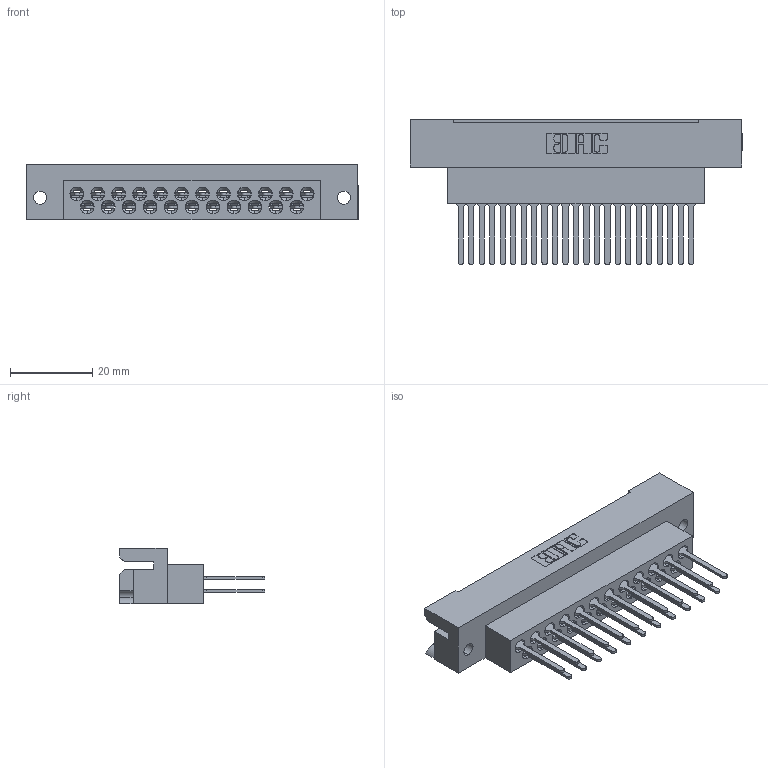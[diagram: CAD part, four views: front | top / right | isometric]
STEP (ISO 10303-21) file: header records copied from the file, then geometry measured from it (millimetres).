
FILE_DESCRIPTION (( 'STEP AP203' ), '1' );
FILE_NAME ('438-023-540-112.STEP', '2020-03-12T20:32:54', ( '' ), ( '' ), 'SwSTEP 2.0', 'SolidWorks 2016', '' );
FILE_SCHEMA (( 'CONFIG_CONTROL_DESIGN' ));
Length unit declared in the file: millimetre
Products named in the file (3): 438-210-001_438-210-023-112; 438-023-540-112; 516-290-001_540
Assembly tree (24 placements, depth 2):
  438-023-540-112
    438-210-001_438-210-023-112
    516-290-001_540  x23
Bounding box: 80.52 x 35.34 x 13.49 mm (x, y, z)
Volume: 13110.6 mm3; surface area: 16483.9 mm2
Topology: 24 solids, 24 shells, 2410 faces, 7014 edges, 4637 vertices
Faces by surface type: plane 1533, cylinder 648, bspline 160, cone 69
Entity records: 29765 total; most frequent: CARTESIAN_POINT 7091, ORIENTED_EDGE 4876, DIRECTION 4129, EDGE_CURVE 2438, LINE 1689, VECTOR 1689, VERTEX_POINT 1601, AXIS2_PLACEMENT_3D 1220
